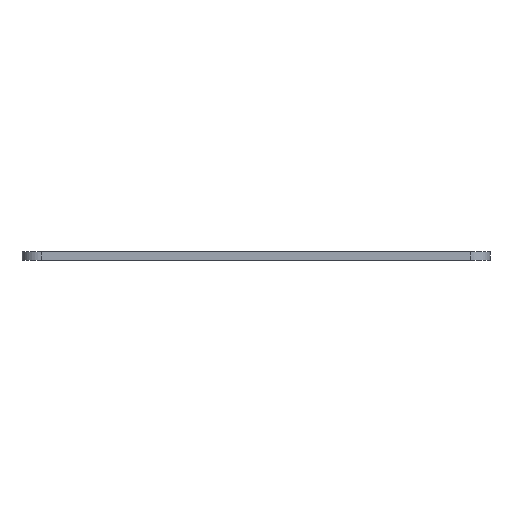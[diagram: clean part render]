
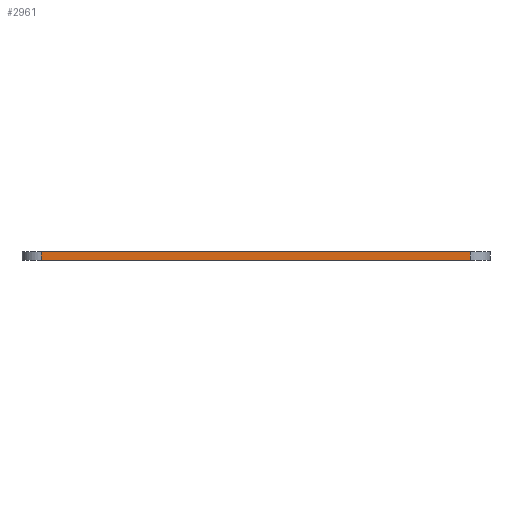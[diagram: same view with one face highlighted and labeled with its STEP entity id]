
A CAD part, left-side view. The second image highlights one B-rep face of the part: STEP entity #2961.
In plain terms, the highlighted planar face has unit normal (-1, 0, 0).
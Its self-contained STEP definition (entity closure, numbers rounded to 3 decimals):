
#146 = VERTEX_POINT('',#147);
#147 = CARTESIAN_POINT('',(61.913,-48.816,0.));
#154 = EDGE_CURVE('',#155,#146,#157,.T.);
#155 = VERTEX_POINT('',#156);
#156 = CARTESIAN_POINT('',(61.913,-127.397,0.));
#157 = LINE('',#158,#159);
#158 = CARTESIAN_POINT('',(61.913,-127.397,0.));
#159 = VECTOR('',#160,1.);
#160 = DIRECTION('',(0.,1.,0.));
#1540 = VERTEX_POINT('',#1541);
#1541 = CARTESIAN_POINT('',(61.913,-48.816,1.51));
#1548 = EDGE_CURVE('',#1549,#1540,#1551,.T.);
#1549 = VERTEX_POINT('',#1550);
#1550 = CARTESIAN_POINT('',(61.913,-127.397,1.51));
#1551 = LINE('',#1552,#1553);
#1552 = CARTESIAN_POINT('',(61.913,-127.397,1.51));
#1553 = VECTOR('',#1554,1.);
#1554 = DIRECTION('',(0.,1.,0.));
#2931 = EDGE_CURVE('',#146,#1540,#2932,.T.);
#2932 = LINE('',#2933,#2934);
#2933 = CARTESIAN_POINT('',(61.913,-48.816,0.));
#2934 = VECTOR('',#2935,1.);
#2935 = DIRECTION('',(0.,0.,1.));
#2961 = ADVANCED_FACE('',(#2962),#2973,.T.);
#2962 = FACE_BOUND('',#2963,.T.);
#2963 = EDGE_LOOP('',(#2964,#2970,#2971,#2972));
#2964 = ORIENTED_EDGE('',*,*,#2965,.T.);
#2965 = EDGE_CURVE('',#155,#1549,#2966,.T.);
#2966 = LINE('',#2967,#2968);
#2967 = CARTESIAN_POINT('',(61.913,-127.397,0.));
#2968 = VECTOR('',#2969,1.);
#2969 = DIRECTION('',(0.,0.,1.));
#2970 = ORIENTED_EDGE('',*,*,#1548,.T.);
#2971 = ORIENTED_EDGE('',*,*,#2931,.F.);
#2972 = ORIENTED_EDGE('',*,*,#154,.F.);
#2973 = PLANE('',#2974);
#2974 = AXIS2_PLACEMENT_3D('',#2975,#2976,#2977);
#2975 = CARTESIAN_POINT('',(61.913,-127.397,0.));
#2976 = DIRECTION('',(-1.,0.,0.));
#2977 = DIRECTION('',(0.,1.,0.));
